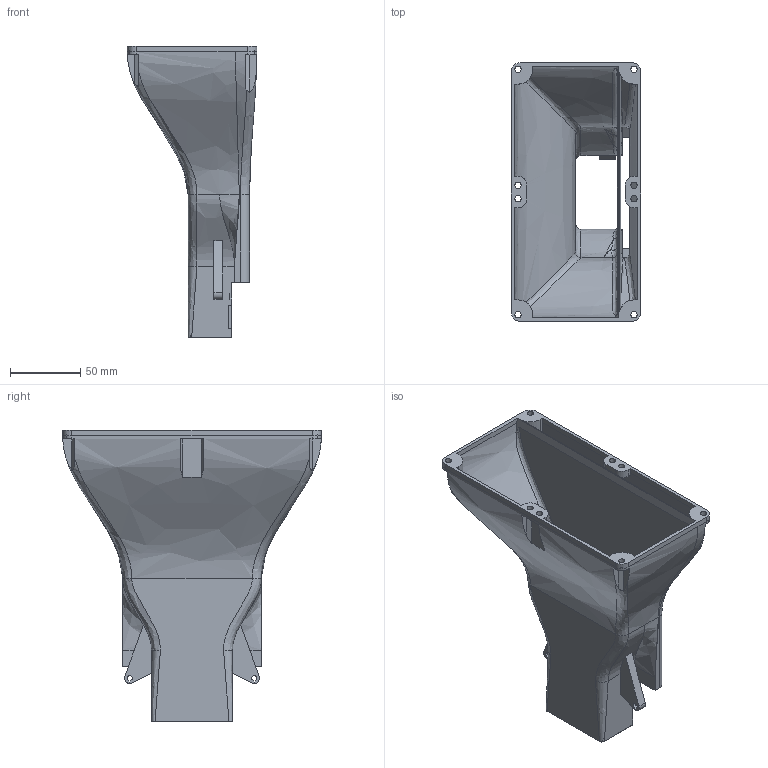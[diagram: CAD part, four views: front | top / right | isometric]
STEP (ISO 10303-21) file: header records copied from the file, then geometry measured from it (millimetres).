
FILE_DESCRIPTION(/* description */ (''),/* implementation_level */ '2;1');
FILE_NAME(/* name */ 'Funnel V2.0.stp',/* time_stamp */ '2019-05-02T16:33:48-04:00',/* author */ ('mvo'),/* organization */ (''),/* preprocessor_version */ 'ST-DEVELOPER v18',/* originating_system */ 'Autodesk Inventor 2020',/* authorisation */ '');
FILE_SCHEMA (('AUTOMOTIVE_DESIGN { 1 0 10303 214 3 1 1 }'));
Length unit declared in the file: inch
Products named in the file (1): Funnel V2.0
Bounding box: 92 x 184 x 207.01 mm (x, y, z)
Volume: 232941.5 mm3; surface area: 175434.5 mm2
Topology: 1 solids, 1 shells, 253 faces, 724 edges, 468 vertices
Faces by surface type: plane 167, bspline 58, cylinder 28
Full cylindrical faces by diameter (mm): 4.496 x8
Entity records: 11873 total; most frequent: CARTESIAN_POINT 5716, ORIENTED_EDGE 1440, DIRECTION 984, EDGE_CURVE 720, VERTEX_POINT 468, LINE 456, VECTOR 456, EDGE_LOOP 276
